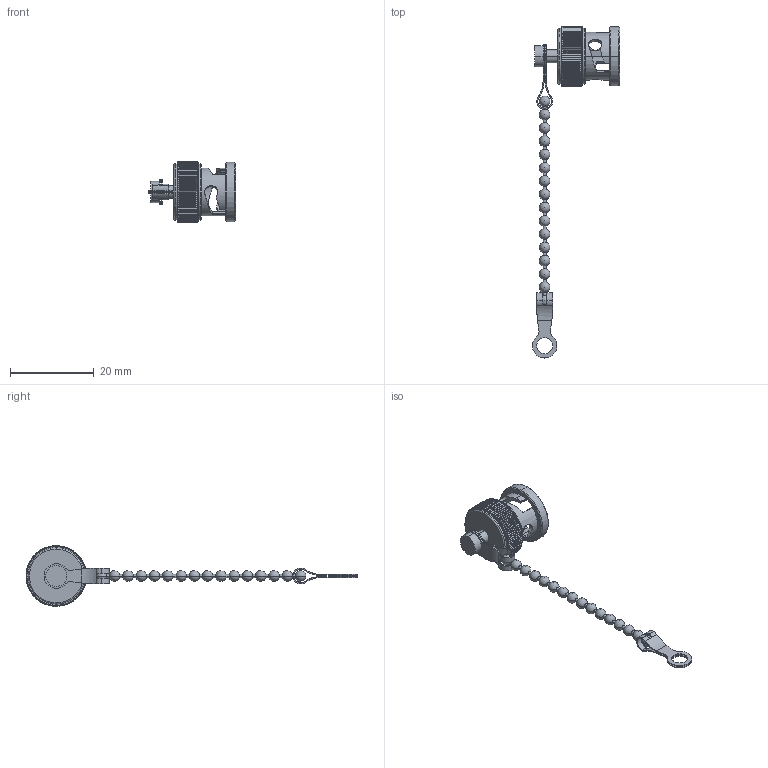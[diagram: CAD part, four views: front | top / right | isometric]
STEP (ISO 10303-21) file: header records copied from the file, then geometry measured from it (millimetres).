
FILE_DESCRIPTION (( 'STEP AP214' ), '1' );
FILE_NAME ('FMSC10-06303_3D.step', '2023-08-02T14:40:15', ( '' ), ( '' ), 'SwSTEP 2.0', 'SolidWorks 2022', '' );
FILE_SCHEMA (( 'AUTOMOTIVE_DESIGN' ));
Length unit declared in the file: inch
Products named in the file (4): Copy of 10-06304-MA2^FMSC10-06303; Copy of 10-06304-MA3^FMSC10-06303; Copy of 10-06304-MA1^FMSC10-06303; FMSC10-06303_3D
Assembly tree (4 placements, depth 2):
  FMSC10-06303_3D
    Copy of 10-06304-MA1^FMSC10-06303
    Copy of 10-06304-MA2^FMSC10-06303  x2
    Copy of 10-06304-MA3^FMSC10-06303
Bounding box: 20.83 x 79.39 x 14.47 mm (x, y, z)
Volume: 1561.3 mm3; surface area: 2204.7 mm2
Topology: 4 solids, 4 shells, 686 faces, 2094 edges, 1381 vertices
Faces by surface type: cylinder 414, torus 180, plane 41, sphere 32, bspline 15, cone 4
Entity records: 25139 total; most frequent: CARTESIAN_POINT 7671, ORIENTED_EDGE 3784, DIRECTION 3616, EDGE_CURVE 1892, AXIS2_PLACEMENT_3D 1586, VERTEX_POINT 1248, CIRCLE 945, EDGE_LOOP 660
